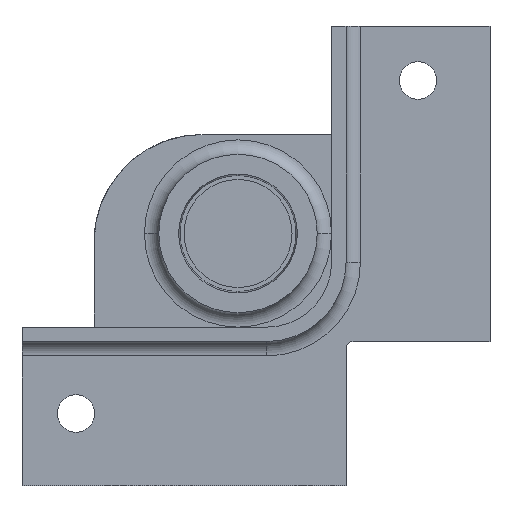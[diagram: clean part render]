
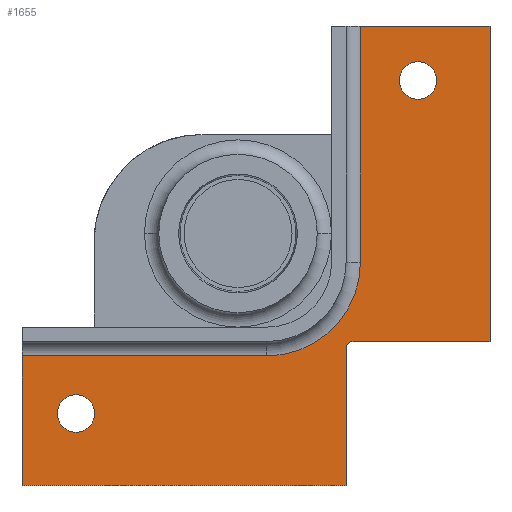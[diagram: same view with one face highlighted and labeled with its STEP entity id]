
A CAD part, left-side view. The second image highlights one B-rep face of the part: STEP entity #1655.
In plain terms, the highlighted planar face has unit normal (-1, 0, 0).
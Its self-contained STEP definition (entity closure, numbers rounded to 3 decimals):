
#33 = DIRECTION ( 'NONE',  ( 0., -1., 0. ) ) ;
#47 = ORIENTED_EDGE ( 'NONE', *, *, #2746, .F. ) ;
#64 = VERTEX_POINT ( 'NONE', #523 ) ;
#77 = VERTEX_POINT ( 'NONE', #1073 ) ;
#89 = EDGE_CURVE ( 'NONE', #1213, #2965, #383, .T. ) ;
#99 = EDGE_CURVE ( 'NONE', #2147, #608, #583, .T. ) ;
#107 = VECTOR ( 'NONE', #1993, 1000. ) ;
#119 = ORIENTED_EDGE ( 'NONE', *, *, #1114, .F. ) ;
#187 = DIRECTION ( 'NONE',  ( 0., 0., 1. ) ) ;
#189 = FACE_BOUND ( 'NONE', #2936, .T. ) ;
#222 = DIRECTION ( 'NONE',  ( -1., 0., 0. ) ) ;
#247 = CARTESIAN_POINT ( 'NONE',  ( 0., 0., -21.75 ) ) ;
#354 = ORIENTED_EDGE ( 'NONE', *, *, #2623, .F. ) ;
#375 = CARTESIAN_POINT ( 'NONE',  ( 0., -2., -10.75 ) ) ;
#383 = CIRCLE ( 'NONE', #2235, 13. ) ;
#433 = EDGE_CURVE ( 'NONE', #2965, #3185, #2835, .T. ) ;
#509 = ORIENTED_EDGE ( 'NONE', *, *, #2987, .F. ) ;
#523 = CARTESIAN_POINT ( 'NONE',  ( 0., -1., -21.75 ) ) ;
#536 = DIRECTION ( 'NONE',  ( 0., 0., 1. ) ) ;
#548 = VERTEX_POINT ( 'NONE', #1465 ) ;
#561 = CARTESIAN_POINT ( 'NONE',  ( 0., 37.5, -34.35 ) ) ;
#568 = VERTEX_POINT ( 'NONE', #2030 ) ;
#580 = CIRCLE ( 'NONE', #3096, 2.6 ) ;
#583 = CIRCLE ( 'NONE', #2412, 2.6 ) ;
#598 = ORIENTED_EDGE ( 'NONE', *, *, #1608, .F. ) ;
#608 = VERTEX_POINT ( 'NONE', #2788 ) ;
#698 = DIRECTION ( 'NONE',  ( 0., 0., -1. ) ) ;
#744 = DIRECTION ( 'NONE',  ( -1., 0., 0. ) ) ;
#771 = DIRECTION ( 'NONE',  ( 0., 0., 1. ) ) ;
#885 = ORIENTED_EDGE ( 'NONE', *, *, #89, .T. ) ;
#892 = LINE ( 'NONE', #3227, #3187 ) ;
#946 = VERTEX_POINT ( 'NONE', #1707 ) ;
#963 = DIRECTION ( 'NONE',  ( 0., 0., 1. ) ) ;
#980 = DIRECTION ( 'NONE',  ( 0., 1., 0. ) ) ;
#990 = ORIENTED_EDGE ( 'NONE', *, *, #1634, .F. ) ;
#1016 = CARTESIAN_POINT ( 'NONE',  ( 0., -20., -21.75 ) ) ;
#1036 = EDGE_CURVE ( 'NONE', #608, #2147, #580, .T. ) ;
#1041 = DIRECTION ( 'NONE',  ( 0., 1., 0. ) ) ;
#1062 = CARTESIAN_POINT ( 'NONE',  ( 0., 11., -23.75 ) ) ;
#1073 = CARTESIAN_POINT ( 'NONE',  ( 0., -10., 17.1 ) ) ;
#1076 = FACE_OUTER_BOUND ( 'NONE', #1274, .T. ) ;
#1114 = EDGE_CURVE ( 'NONE', #64, #946, #1832, .T. ) ;
#1126 = VERTEX_POINT ( 'NONE', #1470 ) ;
#1148 = CIRCLE ( 'NONE', #2734, 2.6 ) ;
#1156 = VECTOR ( 'NONE', #1041, 1000. ) ;
#1164 = VERTEX_POINT ( 'NONE', #1016 ) ;
#1213 = VERTEX_POINT ( 'NONE', #375 ) ;
#1236 = CARTESIAN_POINT ( 'NONE',  ( 0., -20., -7. ) ) ;
#1265 = DIRECTION ( 'NONE',  ( 0., -1., 0. ) ) ;
#1274 = EDGE_LOOP ( 'NONE', ( #509, #2726, #885, #3188, #354, #990, #47, #119, #3251, #2923 ) ) ;
#1306 = CARTESIAN_POINT ( 'NONE',  ( 0., 37.5, -31.75 ) ) ;
#1309 = CIRCLE ( 'NONE', #2011, 2.6 ) ;
#1312 = CARTESIAN_POINT ( 'NONE',  ( 0., -2., -10.75 ) ) ;
#1314 = LINE ( 'NONE', #1312, #2340 ) ;
#1327 = ORIENTED_EDGE ( 'NONE', *, *, #1036, .F. ) ;
#1340 = CARTESIAN_POINT ( 'NONE',  ( 0., 45., -21.75 ) ) ;
#1419 = ORIENTED_EDGE ( 'NONE', *, *, #99, .F. ) ;
#1465 = CARTESIAN_POINT ( 'NONE',  ( 0., -20., 22. ) ) ;
#1470 = CARTESIAN_POINT ( 'NONE',  ( 0., 45., -41.75 ) ) ;
#1504 = CARTESIAN_POINT ( 'NONE',  ( 0., -10., 14.5 ) ) ;
#1523 = EDGE_CURVE ( 'NONE', #1164, #548, #1901, .T. ) ;
#1527 = CARTESIAN_POINT ( 'NONE',  ( 0., 45., -23.75 ) ) ;
#1554 = LINE ( 'NONE', #2560, #1156 ) ;
#1569 = LINE ( 'NONE', #1340, #2472 ) ;
#1587 = LINE ( 'NONE', #247, #3241 ) ;
#1608 = EDGE_CURVE ( 'NONE', #77, #2498, #1309, .T. ) ;
#1633 = FACE_BOUND ( 'NONE', #1801, .T. ) ;
#1634 = EDGE_CURVE ( 'NONE', #3260, #1126, #1554, .T. ) ;
#1649 = EDGE_CURVE ( 'NONE', #568, #1213, #1314, .T. ) ;
#1655 = ADVANCED_FACE ( 'NONE', ( #189, #1633, #1076 ), #1772, .T. ) ;
#1659 = CARTESIAN_POINT ( 'NONE',  ( 0., 0., -41.75 ) ) ;
#1707 = CARTESIAN_POINT ( 'NONE',  ( 0., 0., -22.75 ) ) ;
#1719 = DIRECTION ( 'NONE',  ( -1., 0., 0. ) ) ;
#1772 = PLANE ( 'NONE',  #2184 ) ;
#1801 = EDGE_LOOP ( 'NONE', ( #2745, #598 ) ) ;
#1827 = DIRECTION ( 'NONE',  ( 1., 0., 0. ) ) ;
#1832 = CIRCLE ( 'NONE', #2776, 1. ) ;
#1883 = CARTESIAN_POINT ( 'NONE',  ( 0., -10., 11.9 ) ) ;
#1901 = LINE ( 'NONE', #1236, #107 ) ;
#1942 = EDGE_CURVE ( 'NONE', #64, #1164, #1587, .T. ) ;
#1964 = EDGE_CURVE ( 'NONE', #2498, #77, #1148, .T. ) ;
#1993 = DIRECTION ( 'NONE',  ( 0., 0., 1. ) ) ;
#2011 = AXIS2_PLACEMENT_3D ( 'NONE', #2060, #2304, #2050 ) ;
#2030 = CARTESIAN_POINT ( 'NONE',  ( 0., -2., 22. ) ) ;
#2050 = DIRECTION ( 'NONE',  ( 0., 0., 1. ) ) ;
#2060 = CARTESIAN_POINT ( 'NONE',  ( 0., -10., 14.5 ) ) ;
#2074 = DIRECTION ( 'NONE',  ( 0., 0., 1. ) ) ;
#2112 = DIRECTION ( 'NONE',  ( 0., 0., 1. ) ) ;
#2147 = VERTEX_POINT ( 'NONE', #561 ) ;
#2184 = AXIS2_PLACEMENT_3D ( 'NONE', #2288, #2795, #771 ) ;
#2235 = AXIS2_PLACEMENT_3D ( 'NONE', #3077, #1827, #2074 ) ;
#2238 = VECTOR ( 'NONE', #980, 1000. ) ;
#2288 = CARTESIAN_POINT ( 'NONE',  ( 0., -20., -7. ) ) ;
#2304 = DIRECTION ( 'NONE',  ( -1., 0., 0. ) ) ;
#2340 = VECTOR ( 'NONE', #3072, 1000. ) ;
#2412 = AXIS2_PLACEMENT_3D ( 'NONE', #1306, #3088, #536 ) ;
#2472 = VECTOR ( 'NONE', #2112, 1000. ) ;
#2498 = VERTEX_POINT ( 'NONE', #1883 ) ;
#2560 = CARTESIAN_POINT ( 'NONE',  ( 0., 8.75, -41.75 ) ) ;
#2623 = EDGE_CURVE ( 'NONE', #1126, #3185, #1569, .T. ) ;
#2665 = CARTESIAN_POINT ( 'NONE',  ( 0., 0., 22. ) ) ;
#2726 = ORIENTED_EDGE ( 'NONE', *, *, #1649, .T. ) ;
#2734 = AXIS2_PLACEMENT_3D ( 'NONE', #1504, #222, #3012 ) ;
#2745 = ORIENTED_EDGE ( 'NONE', *, *, #1964, .F. ) ;
#2746 = EDGE_CURVE ( 'NONE', #946, #3260, #892, .T. ) ;
#2759 = CARTESIAN_POINT ( 'NONE',  ( 0., 37.5, -31.75 ) ) ;
#2776 = AXIS2_PLACEMENT_3D ( 'NONE', #2989, #1719, #187 ) ;
#2786 = VECTOR ( 'NONE', #33, 1000. ) ;
#2788 = CARTESIAN_POINT ( 'NONE',  ( 0., 37.5, -29.15 ) ) ;
#2795 = DIRECTION ( 'NONE',  ( -1., 0., 0. ) ) ;
#2835 = LINE ( 'NONE', #2932, #2238 ) ;
#2923 = ORIENTED_EDGE ( 'NONE', *, *, #1523, .T. ) ;
#2932 = CARTESIAN_POINT ( 'NONE',  ( 0., 45., -23.75 ) ) ;
#2936 = EDGE_LOOP ( 'NONE', ( #1419, #1327 ) ) ;
#2965 = VERTEX_POINT ( 'NONE', #1062 ) ;
#2987 = EDGE_CURVE ( 'NONE', #568, #548, #3147, .T. ) ;
#2989 = CARTESIAN_POINT ( 'NONE',  ( 0., -1., -22.75 ) ) ;
#3012 = DIRECTION ( 'NONE',  ( 0., 0., 1. ) ) ;
#3072 = DIRECTION ( 'NONE',  ( 0., 0., -1. ) ) ;
#3077 = CARTESIAN_POINT ( 'NONE',  ( 0., 11., -10.75 ) ) ;
#3088 = DIRECTION ( 'NONE',  ( -1., 0., 0. ) ) ;
#3096 = AXIS2_PLACEMENT_3D ( 'NONE', #2759, #744, #963 ) ;
#3147 = LINE ( 'NONE', #2665, #2786 ) ;
#3185 = VERTEX_POINT ( 'NONE', #1527 ) ;
#3187 = VECTOR ( 'NONE', #698, 1000. ) ;
#3188 = ORIENTED_EDGE ( 'NONE', *, *, #433, .T. ) ;
#3227 = CARTESIAN_POINT ( 'NONE',  ( 0., 0., -41.75 ) ) ;
#3241 = VECTOR ( 'NONE', #1265, 1000. ) ;
#3251 = ORIENTED_EDGE ( 'NONE', *, *, #1942, .T. ) ;
#3260 = VERTEX_POINT ( 'NONE', #1659 ) ;
